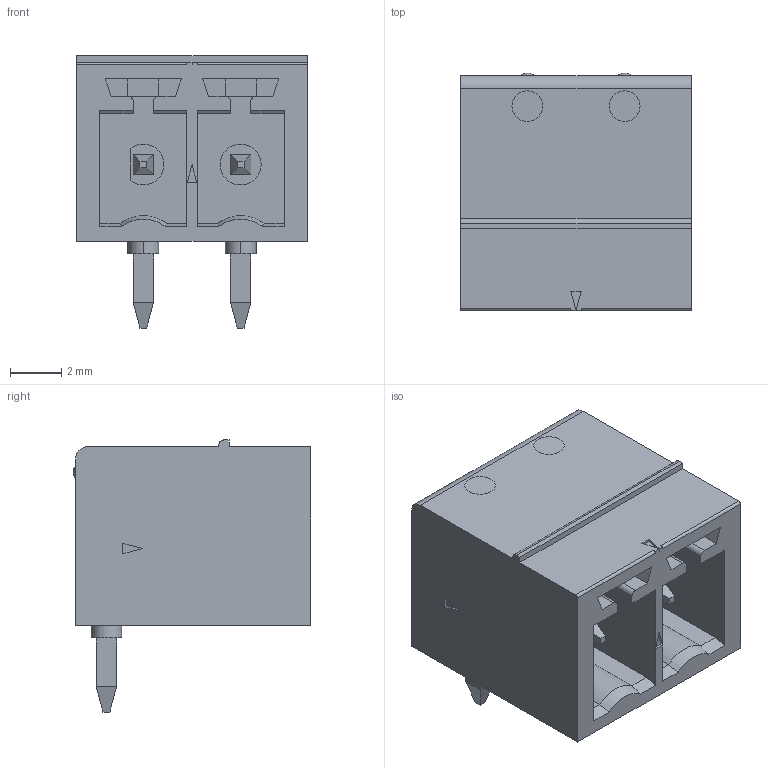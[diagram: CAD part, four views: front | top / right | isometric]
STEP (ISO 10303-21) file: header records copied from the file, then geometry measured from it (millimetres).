
FILE_DESCRIPTION(('FreeCAD Model'),'2;1');
FILE_NAME('mc_1.5-2-g-3.81.step','2016-08-02T14:55:00',('Author'),(''), 'Open CASCADE STEP processor 6.8','FreeCAD','Unknown');
FILE_SCHEMA(('AUTOMOTIVE_DESIGN_CC2 { 1 2 10303 214 -1 1 5 4 }'));
Length unit declared in the file: millimetre
Products named in the file (2): ASSEMBLY; mc_1.5-2-g-3.81
Assembly tree (1 placements, depth 2):
  ASSEMBLY
    mc_1.5-2-g-3.81
Bounding box: 9.01 x 9.3 x 10.65 mm (x, y, z)
Volume: 360.7 mm3; surface area: 809.3 mm2
Topology: 1 solids, 1 shells, 194 faces, 473 edges, 300 vertices
Faces by surface type: plane 142, cylinder 48, cone 2, sphere 2
Entity records: 22636 total; most frequent: CARTESIAN_POINT 12041, DIRECTION 1628, LINE 999, VECTOR 999, ORIENTED_EDGE 938, PCURVE 938, DEFINITIONAL_REPRESENTATION 938, EDGE_CURVE 469
